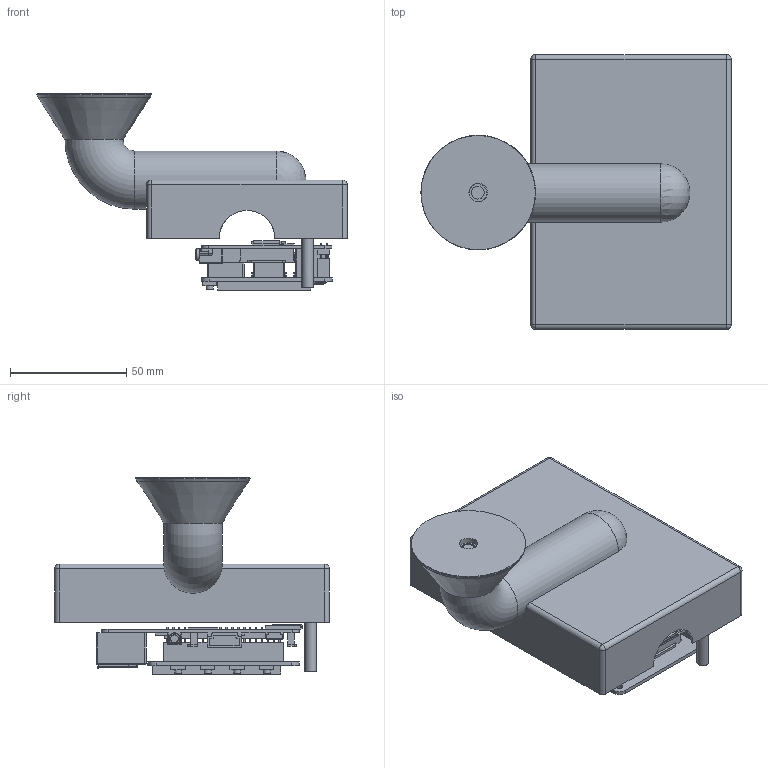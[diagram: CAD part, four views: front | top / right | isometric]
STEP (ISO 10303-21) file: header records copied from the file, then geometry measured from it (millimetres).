
FILE_DESCRIPTION(/* description */ (''),/* implementation_level */ '2;1');
FILE_NAME(/* name */ '_ Main Assembly v7.step',/* time_stamp */ '2017-11-08T11:45:33+00:00',/* author */ (''),/* organization */ (''),/* preprocessor_version */ 'ST-DEVELOPER v16.13',/* originating_system */ 'Autodesk Translation Framework v6.5.0.72',/* authorisation */ '');
FILE_SCHEMA (('AUTOMOTIVE_DESIGN { 1 0 10303 214 3 1 1 }'));
Length unit declared in the file: millimetre
Products named in the file (12): _ Main Assembly; Case; Scope v1; Periscope Upright; Periscope Bend; Periscope Top; Foot v1; Battery Holder v1; RsPI Camera 1.3 v1; Adafruit PiTFT Hat 2.2 Hat v1; Simple Rsp PI Model B v1; Scope Cover v1
Assembly tree (11 placements, depth 3):
  _ Main Assembly
    Case
    Scope v1
      Periscope Upright
      Periscope Bend
      Periscope Top
    Foot v1
    Battery Holder v1
    RsPI Camera 1.3 v1
    Adafruit PiTFT Hat 2.2 Hat v1
    Simple Rsp PI Model B v1
    Scope Cover v1
Bounding box: 133.27 x 118 x 84.31 mm (x, y, z)
Volume: 90955.2 mm3; surface area: 92540 mm2
Topology: 8 solids, 8 shells, 1023 faces, 2612 edges, 1712 vertices
Faces by surface type: plane 837, cylinder 145, sphere 20, bspline 9, torus 6, cone 6
Full cylindrical faces by diameter (mm): 2 x3, 2.1 x4, 2.75 x4, 2.756 x4, 3 x4, 3.328 x1, 5 x2, 5.5 x1, 7.6 x1, 8 x1, 19 x2, 20 x1, 22 x4, 23 x1, 25 x1, 43.317 x1
Entity records: 31442 total; most frequent: CARTESIAN_POINT 6006, ORIENTED_EDGE 5184, DIRECTION 5019, EDGE_CURVE 2592, LINE 2169, VECTOR 2169, VERTEX_POINT 1712, AXIS2_PLACEMENT_3D 1425
